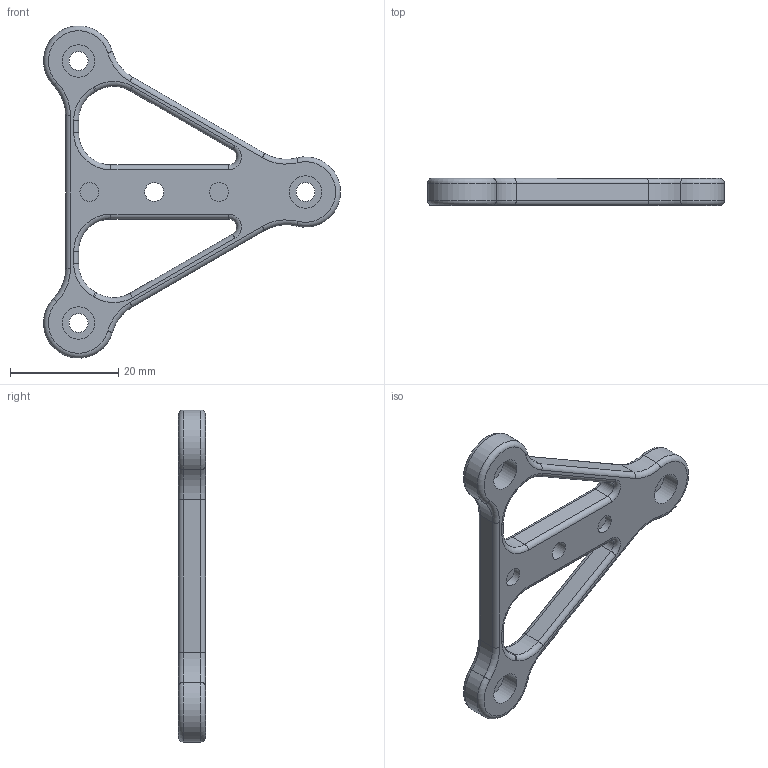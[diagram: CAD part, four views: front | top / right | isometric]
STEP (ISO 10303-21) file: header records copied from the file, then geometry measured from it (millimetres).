
FILE_DESCRIPTION(/* description */ (''),/* implementation_level */ '2;1');
FILE_NAME(/* name */ 'Gimbal Mount.step',/* time_stamp */ '2021-05-26T02:21:39+02:00',/* author */ (''),/* organization */ (''),/* preprocessor_version */ 'ST-DEVELOPER v18.1',/* originating_system */ 'Autodesk Translation Framework v10.9.0.1377',/* authorisation */ '');
FILE_SCHEMA (('AUTOMOTIVE_DESIGN { 1 0 10303 214 3 1 1 }'));
Length unit declared in the file: millimetre
Products named in the file (1): Gimbal Mount
Bounding box: 54.96 x 5 x 61.45 mm (x, y, z)
Volume: 4590.9 mm3; surface area: 3918.7 mm2
Topology: 1 solids, 1 shells, 118 faces, 267 edges, 158 vertices
Faces by surface type: cylinder 46, torus 38, plane 30, cone 4
Full cylindrical faces by diameter (mm): 3.5 x6, 6 x3
Entity records: 3369 total; most frequent: DIRECTION 659, CARTESIAN_POINT 544, ORIENTED_EDGE 534, AXIS2_PLACEMENT_3D 273, EDGE_CURVE 267, VERTEX_POINT 158, CIRCLE 154, EDGE_LOOP 137
